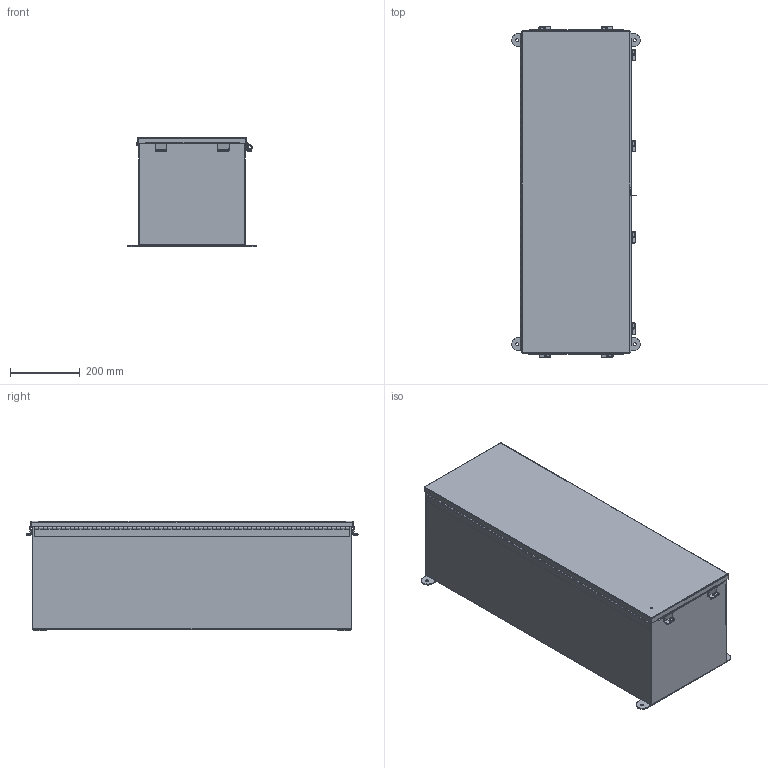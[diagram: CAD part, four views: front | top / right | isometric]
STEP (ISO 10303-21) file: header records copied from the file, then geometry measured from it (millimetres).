
FILE_DESCRIPTION (( 'STEP AP203' ), '1' );
FILE_NAME ('N121236SSCHTR.STEP', '2014-07-18T18:17:29', ( 'changeme' ), ( 'Microsoft' ), 'SwSTEP 2.0', 'SolidWorks 2013', '' );
FILE_SCHEMA (( 'CONFIG_CONTROL_DESIGN' ));
Length unit declared in the file: inch
Products named in the file (13): HW-CLH-JH-20154; N121236SSCHTR Hinge Cover Side JIC; N121236SSCHTR JIC Mounting Bracket; N121236SSCHTR _JIC Hinge; N121236SSCHTR; N121236SSCHTR JIC_Cover_Template; N121236SSCHTR JIC Clamp Bracket; N121236SSCHTR JIC Cover Clamp; N121236SSCHTR JIC Top; N121236SSCHTR JIC Bottom; N121236SSCHTR HW-CD-S-25020-034; N121236SSCHTR JIC Enclosure Template; N121236SSCHTR Hinge Body Side
Assembly tree (28 placements, depth 3):
  N121236SSCHTR
    N121236SSCHTR JIC Enclosure Template
    N121236SSCHTR _JIC Hinge
      N121236SSCHTR Hinge Body Side
      N121236SSCHTR Hinge Cover Side JIC
    N121236SSCHTR JIC_Cover_Template
    N121236SSCHTR JIC Clamp Bracket  x8
    N121236SSCHTR JIC Cover Clamp  x8
    N121236SSCHTR JIC Top
    N121236SSCHTR JIC Bottom
    N121236SSCHTR HW-CD-S-25020-034  x2
    HW-CLH-JH-20154
    N121236SSCHTR JIC Mounting Bracket  x2
Bounding box: 368.3 x 950.13 x 313.36 mm (x, y, z)
Volume: 2788874 mm3; surface area: 2935902.7 mm2
Topology: 27 solids, 27 shells, 1252 faces, 3125 edges, 1929 vertices
Faces by surface type: plane 769, cylinder 463, bspline 8, torus 8, cone 4
Entity records: 29806 total; most frequent: CARTESIAN_POINT 5199, DIRECTION 4913, ORIENTED_EDGE 4720, EDGE_CURVE 2360, AXIS2_PLACEMENT_3D 1639, VECTOR 1635, LINE 1635, VERTEX_POINT 1477
